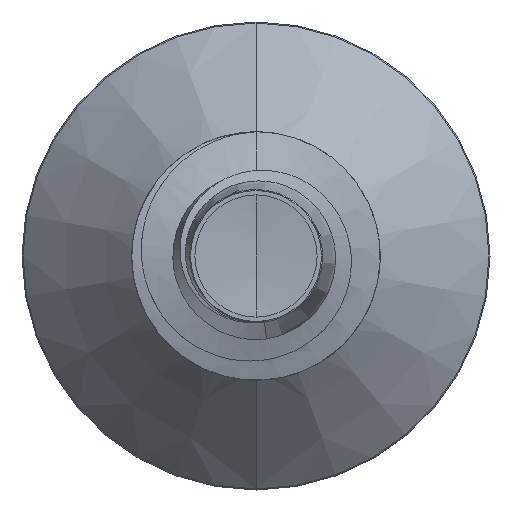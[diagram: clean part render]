
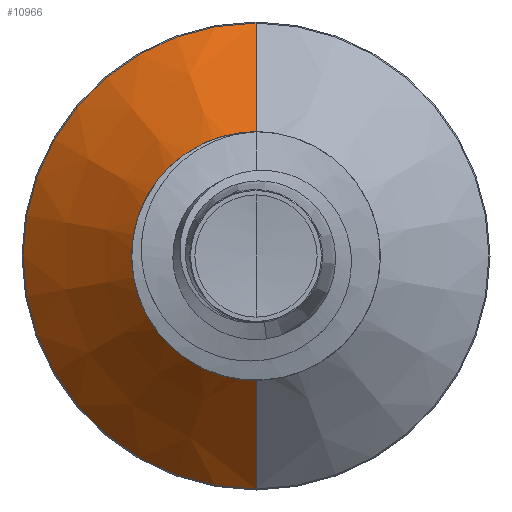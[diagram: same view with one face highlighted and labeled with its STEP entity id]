
A CAD part, front view. The second image highlights one B-rep face of the part: STEP entity #10966.
In plain terms, the highlighted conical face has half-angle 45 degrees and reference radius 2.744 mm.
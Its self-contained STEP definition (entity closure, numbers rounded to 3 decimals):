
#141 = DIRECTION ( 'NONE',  ( 0., 0.707, -0.707 ) ) ;
#145 = CARTESIAN_POINT ( 'NONE',  ( 0., 7.245, -2.745 ) ) ;
#378 = VERTEX_POINT ( 'NONE', #3178 ) ;
#415 = EDGE_CURVE ( 'NONE', #1725, #11268, #9409, .T. ) ;
#869 = EDGE_CURVE ( 'NONE', #2910, #11268, #5942, .T. ) ;
#1003 = ORIENTED_EDGE ( 'NONE', *, *, #10261, .T. ) ;
#1493 = LINE ( 'NONE', #145, #9737 ) ;
#1725 = VERTEX_POINT ( 'NONE', #5824 ) ;
#2028 = DIRECTION ( 'NONE',  ( 0., 0., 1. ) ) ;
#2029 = DIRECTION ( 'NONE',  ( 0., 1., 0. ) ) ;
#2043 = CARTESIAN_POINT ( 'NONE',  ( 0., 7.245, 0. ) ) ;
#2910 = VERTEX_POINT ( 'NONE', #9928 ) ;
#3178 = CARTESIAN_POINT ( 'NONE',  ( 0., 7.245, -2.745 ) ) ;
#3772 = VECTOR ( 'NONE', #8539, 1000. ) ;
#4194 = ORIENTED_EDGE ( 'NONE', *, *, #869, .T. ) ;
#4521 = AXIS2_PLACEMENT_3D ( 'NONE', #2043, #2029, #2028 ) ;
#5476 = EDGE_LOOP ( 'NONE', ( #10895, #1003, #4194, #9211 ) ) ;
#5573 = CIRCLE ( 'NONE', #11532, 2.745 ) ;
#5824 = CARTESIAN_POINT ( 'NONE',  ( 0., 10.124, -5.624 ) ) ;
#5942 = LINE ( 'NONE', #8984, #3772 ) ;
#6634 = EDGE_CURVE ( 'NONE', #378, #1725, #1493, .T. ) ;
#6969 = FACE_OUTER_BOUND ( 'NONE', #5476, .T. ) ;
#7226 = DIRECTION ( 'NONE',  ( 0., 0., 1. ) ) ;
#7228 = DIRECTION ( 'NONE',  ( 0., 1., 0. ) ) ;
#7234 = CARTESIAN_POINT ( 'NONE',  ( 0., 7.245, 0. ) ) ;
#8539 = DIRECTION ( 'NONE',  ( 0., 0.707, 0.707 ) ) ;
#8984 = CARTESIAN_POINT ( 'NONE',  ( 0., 7.245, 2.745 ) ) ;
#9005 = CONICAL_SURFACE ( 'NONE', #4521, 2.745, 0.785 ) ;
#9074 = DIRECTION ( 'NONE',  ( 0., 0., 1. ) ) ;
#9211 = ORIENTED_EDGE ( 'NONE', *, *, #415, .F. ) ;
#9409 = CIRCLE ( 'NONE', #10580, 5.624 ) ;
#9737 = VECTOR ( 'NONE', #141, 1000. ) ;
#9928 = CARTESIAN_POINT ( 'NONE',  ( 0., 7.245, 2.745 ) ) ;
#10261 = EDGE_CURVE ( 'NONE', #378, #2910, #5573, .T. ) ;
#10580 = AXIS2_PLACEMENT_3D ( 'NONE', #11225, #11235, #9074 ) ;
#10895 = ORIENTED_EDGE ( 'NONE', *, *, #6634, .F. ) ;
#10966 = ADVANCED_FACE ( 'NONE', ( #6969 ), #9005, .T. ) ;
#11225 = CARTESIAN_POINT ( 'NONE',  ( 0., 10.124, 0. ) ) ;
#11235 = DIRECTION ( 'NONE',  ( 0., 1., 0. ) ) ;
#11268 = VERTEX_POINT ( 'NONE', #11553 ) ;
#11532 = AXIS2_PLACEMENT_3D ( 'NONE', #7234, #7228, #7226 ) ;
#11553 = CARTESIAN_POINT ( 'NONE',  ( 0., 10.124, 5.624 ) ) ;
